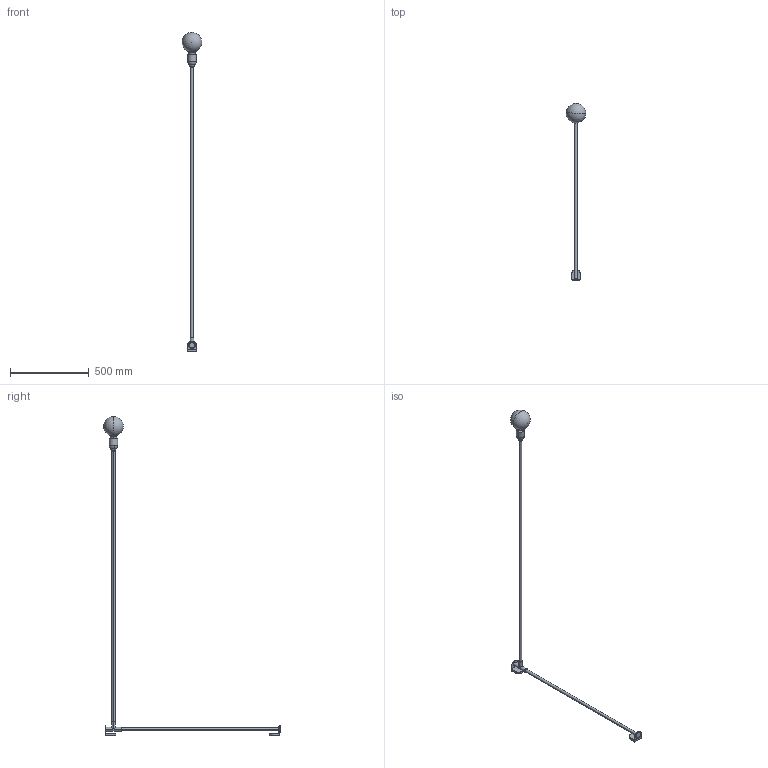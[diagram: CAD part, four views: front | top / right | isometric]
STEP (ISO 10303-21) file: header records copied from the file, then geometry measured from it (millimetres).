
FILE_DESCRIPTION (( 'STEP AP214' ), '1' );
FILE_NAME ('3D_POTENCE_PIVOTANTE.STEP', '2018-03-14T14:51:12', ( 'Utente' ), ( '' ), 'SwSTEP 2.0', 'SolidWorks 2016', '' );
FILE_SCHEMA (( 'AUTOMOTIVE_DESIGN' ));
Length unit declared in the file: millimetre
Products named in the file (3): E27_CALEX 8W LED GLOBOMARTIMA; Group2^3D_POTENCE_PIVOTANTE; 3D_POTENCE_PIVOTANTE
Assembly tree (2 placements, depth 2):
  3D_POTENCE_PIVOTANTE
    Group2^3D_POTENCE_PIVOTANTE
    E27_CALEX 8W LED GLOBOMARTIMA
Bounding box: 124.74 x 1122.84 x 2027.82 mm (x, y, z)
Volume: 2181361 mm3; surface area: 300003 mm2
Topology: 2 solids, 2 shells, 139 faces, 320 edges, 196 vertices
Faces by surface type: plane 66, cylinder 51, torus 12, cone 6, bspline 2, sphere 2
Entity records: 6794 total; most frequent: CARTESIAN_POINT 2886, DIRECTION 727, ORIENTED_EDGE 630, EDGE_CURVE 315, AXIS2_PLACEMENT_3D 274, VERTEX_POINT 193, LINE 179, VECTOR 179
